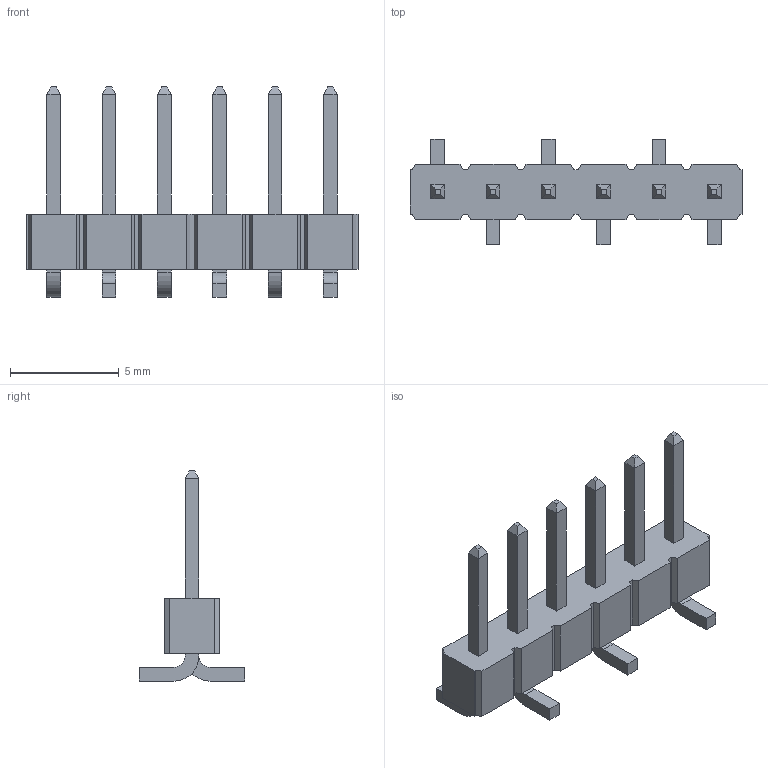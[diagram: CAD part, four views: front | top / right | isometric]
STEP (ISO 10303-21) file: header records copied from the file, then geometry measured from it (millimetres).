
FILE_DESCRIPTION (( 'STEP AP214' ), '1' );
FILE_NAME ('TSM-106-01-G-SV.STEP', '2021-03-11T10:14:05', ( '' ), ( '' ), 'SwSTEP 2.0', 'SolidWorks 2018', '' );
FILE_SCHEMA (( 'AUTOMOTIVE_DESIGN' ));
Length unit declared in the file: millimetre
Products named in the file (1): TSM-106-01-G-SV
Bounding box: 15.24 x 4.83 x 9.65 mm (x, y, z)
Volume: 116.7 mm3; surface area: 303.6 mm2
Topology: 1 solids, 1 shells, 162 faces, 420 edges, 272 vertices
Faces by surface type: plane 150, cylinder 12
Entity records: 6652 total; most frequent: CARTESIAN_POINT 855, ORIENTED_EDGE 840, DIRECTION 770, EDGE_CURVE 420, LINE 396, VECTOR 396, VERTEX_POINT 272, AXIS2_PLACEMENT_3D 187
